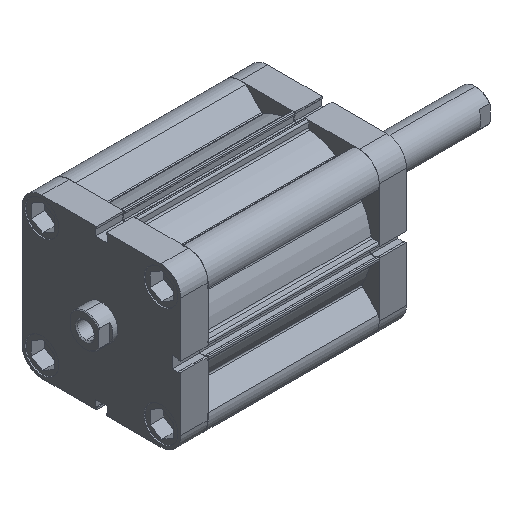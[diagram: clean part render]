
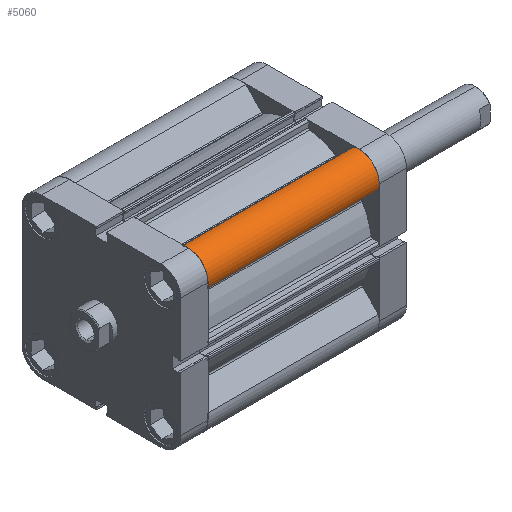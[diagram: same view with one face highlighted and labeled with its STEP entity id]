
A CAD part, isometric view. The second image highlights one B-rep face of the part: STEP entity #5060.
In plain terms, the highlighted cylindrical face has radius 12 mm (diameter 24 mm), a partial arc.
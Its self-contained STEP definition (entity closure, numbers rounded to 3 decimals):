
#668 = EDGE_LOOP ( 'NONE', ( #4462, #4499, #4551, #4368 ) ) ;
#880 = AXIS2_PLACEMENT_3D ( 'NONE', #1865, #1873, #1874 ) ;
#1865 = CARTESIAN_POINT ( 'NONE',  ( 36., -36., 0. ) ) ;
#1873 = DIRECTION ( 'NONE',  ( 0., 0., 1. ) ) ;
#1874 = DIRECTION ( 'NONE',  ( -1., 0., 0. ) ) ;
#1989 = CARTESIAN_POINT ( 'NONE',  ( 47.533, -32.683, 103.5 ) ) ;
#1990 = DIRECTION ( 'NONE',  ( 0., 0., -1. ) ) ;
#2003 = CARTESIAN_POINT ( 'NONE',  ( 32.683, -47.533, 103.5 ) ) ;
#2004 = DIRECTION ( 'NONE',  ( 0., 0., -1. ) ) ;
#2078 = CIRCLE ( 'NONE', #880, 12. ) ;
#2152 = LINE ( 'NONE', #1989, #2153 ) ;
#2153 = VECTOR ( 'NONE', #1990, 1000. ) ;
#2166 = LINE ( 'NONE', #2003, #2167 ) ;
#2167 = VECTOR ( 'NONE', #2004, 1000. ) ;
#3682 = VERTEX_POINT ( 'NONE', #3798 ) ;
#3798 = CARTESIAN_POINT ( 'NONE',  ( 47.533, -32.683, 0. ) ) ;
#3915 = VERTEX_POINT ( 'NONE', #3930 ) ;
#3930 = CARTESIAN_POINT ( 'NONE',  ( 32.683, -47.533, 103.5 ) ) ;
#4056 = VERTEX_POINT ( 'NONE', #4242 ) ;
#4172 = VERTEX_POINT ( 'NONE', #4488 ) ;
#4242 = CARTESIAN_POINT ( 'NONE',  ( 47.533, -32.683, 103.5 ) ) ;
#4368 = ORIENTED_EDGE ( 'NONE', *, *, #5733, .T. ) ;
#4462 = ORIENTED_EDGE ( 'NONE', *, *, #5678, .T. ) ;
#4488 = CARTESIAN_POINT ( 'NONE',  ( 32.683, -47.533, 0. ) ) ;
#4499 = ORIENTED_EDGE ( 'NONE', *, *, #5726, .F. ) ;
#4551 = ORIENTED_EDGE ( 'NONE', *, *, #5124, .F. ) ;
#5060 = ADVANCED_FACE ( 'NONE', ( #7467 ), #7466, .T. ) ;
#5124 = EDGE_CURVE ( 'NONE', #3915, #4056, #7599, .T. ) ;
#5678 = EDGE_CURVE ( 'NONE', #4172, #3682, #2078, .T. ) ;
#5726 = EDGE_CURVE ( 'NONE', #4056, #3682, #2152, .T. ) ;
#5733 = EDGE_CURVE ( 'NONE', #3915, #4172, #2166, .T. ) ;
#6034 = AXIS2_PLACEMENT_3D ( 'NONE', #6767, #6759, #6762 ) ;
#6094 = AXIS2_PLACEMENT_3D ( 'NONE', #6980, #6987, #6988 ) ;
#6759 = DIRECTION ( 'NONE',  ( 0., 0., -1. ) ) ;
#6762 = DIRECTION ( 'NONE',  ( -1., 0., 0. ) ) ;
#6767 = CARTESIAN_POINT ( 'NONE',  ( 36., -36., 103.5 ) ) ;
#6980 = CARTESIAN_POINT ( 'NONE',  ( 36., -36., 103.5 ) ) ;
#6987 = DIRECTION ( 'NONE',  ( 0., 0., 1. ) ) ;
#6988 = DIRECTION ( 'NONE',  ( -1., 0., 0. ) ) ;
#7466 = CYLINDRICAL_SURFACE ( 'NONE', #6034, 12. ) ;
#7467 = FACE_OUTER_BOUND ( 'NONE', #668, .T. ) ;
#7599 = CIRCLE ( 'NONE', #6094, 12. ) ;
